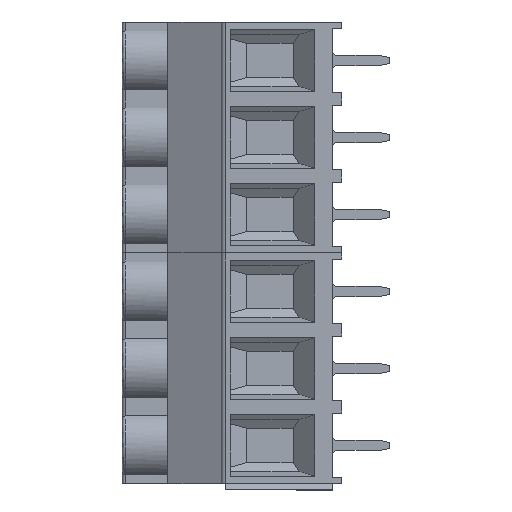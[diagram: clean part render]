
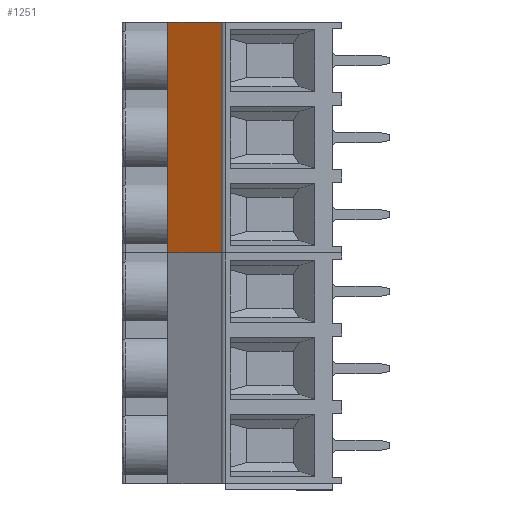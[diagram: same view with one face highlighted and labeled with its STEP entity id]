
A CAD part, left-side view. The second image highlights one B-rep face of the part: STEP entity #1251.
In plain terms, the highlighted planar face has unit normal (-0.881, 0.474, 0).
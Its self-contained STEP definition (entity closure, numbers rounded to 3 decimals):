
#336 = EDGE_LOOP ( 'NONE', ( #1445, #4011, #8459, #6326, #3035, #8811, #9891 ) ) ;
#1034 = CARTESIAN_POINT ( 'NONE',  ( 3.25, 17.2, 11.43 ) ) ;
#1138 = EDGE_CURVE ( 'NONE', #1755, #1188, #3521, .T. ) ;
#1147 = LINE ( 'NONE', #9144, #8058 ) ;
#1185 = VECTOR ( 'NONE', #9363, 1000. ) ;
#1188 = VERTEX_POINT ( 'NONE', #6977 ) ;
#1251 = ADVANCED_FACE ( 'NONE', ( #8035 ), #9596, .T. ) ;
#1328 = DIRECTION ( 'NONE',  ( 0., 0., 1. ) ) ;
#1398 = CARTESIAN_POINT ( 'NONE',  ( 3.25, 17.2, 0. ) ) ;
#1445 = ORIENTED_EDGE ( 'NONE', *, *, #8839, .T. ) ;
#1513 = CARTESIAN_POINT ( 'NONE',  ( 3.25, 17.2, 11.43 ) ) ;
#1755 = VERTEX_POINT ( 'NONE', #1513 ) ;
#2302 = EDGE_CURVE ( 'NONE', #10465, #8597, #1147, .T. ) ;
#2421 = VECTOR ( 'NONE', #4400, 1000. ) ;
#2863 = DIRECTION ( 'NONE',  ( 0., 0., -1. ) ) ;
#2939 = EDGE_CURVE ( 'NONE', #9526, #7870, #4093, .T. ) ;
#3017 = CARTESIAN_POINT ( 'NONE',  ( 3.25, 17.2, -7.62 ) ) ;
#3035 = ORIENTED_EDGE ( 'NONE', *, *, #1138, .T. ) ;
#3088 = VERTEX_POINT ( 'NONE', #6145 ) ;
#3521 = LINE ( 'NONE', #6553, #7019 ) ;
#3940 = DIRECTION ( 'NONE',  ( 0.474, 0.881, 0. ) ) ;
#3974 = DIRECTION ( 'NONE',  ( -0.881, 0.474, 0. ) ) ;
#4011 = ORIENTED_EDGE ( 'NONE', *, *, #2939, .F. ) ;
#4093 = LINE ( 'NONE', #8050, #7231 ) ;
#4400 = DIRECTION ( 'NONE',  ( 0.474, 0.881, 0. ) ) ;
#5113 = DIRECTION ( 'NONE',  ( 0., 0., -1. ) ) ;
#5179 = CARTESIAN_POINT ( 'NONE',  ( 0.4, 11.9, 11.43 ) ) ;
#5324 = AXIS2_PLACEMENT_3D ( 'NONE', #5652, #3974, #10399 ) ;
#5652 = CARTESIAN_POINT ( 'NONE',  ( 0.4, 11.9, 11.43 ) ) ;
#6013 = LINE ( 'NONE', #9245, #2421 ) ;
#6145 = CARTESIAN_POINT ( 'NONE',  ( 0.4, 11.9, 11.43 ) ) ;
#6326 = ORIENTED_EDGE ( 'NONE', *, *, #10382, .T. ) ;
#6553 = CARTESIAN_POINT ( 'NONE',  ( 3.25, 17.2, 11.43 ) ) ;
#6634 = VECTOR ( 'NONE', #8716, 1000. ) ;
#6977 = CARTESIAN_POINT ( 'NONE',  ( 3.25, 17.2, 7.62 ) ) ;
#7009 = LINE ( 'NONE', #7916, #6634 ) ;
#7019 = VECTOR ( 'NONE', #5113, 1000. ) ;
#7231 = VECTOR ( 'NONE', #3940, 1000. ) ;
#7870 = VERTEX_POINT ( 'NONE', #9969 ) ;
#7916 = CARTESIAN_POINT ( 'NONE',  ( 3.25, 17.2, 11.43 ) ) ;
#8035 = FACE_OUTER_BOUND ( 'NONE', #336, .T. ) ;
#8050 = CARTESIAN_POINT ( 'NONE',  ( 0.4, 11.9, -11.43 ) ) ;
#8058 = VECTOR ( 'NONE', #2863, 1000. ) ;
#8459 = ORIENTED_EDGE ( 'NONE', *, *, #9116, .T. ) ;
#8523 = VECTOR ( 'NONE', #1328, 1000. ) ;
#8555 = LINE ( 'NONE', #1034, #1185 ) ;
#8558 = CARTESIAN_POINT ( 'NONE',  ( 0.4, 11.9, -11.43 ) ) ;
#8597 = VERTEX_POINT ( 'NONE', #3017 ) ;
#8716 = DIRECTION ( 'NONE',  ( 0., 0., -1. ) ) ;
#8770 = EDGE_CURVE ( 'NONE', #1188, #10465, #8555, .T. ) ;
#8811 = ORIENTED_EDGE ( 'NONE', *, *, #8770, .T. ) ;
#8839 = EDGE_CURVE ( 'NONE', #8597, #7870, #7009, .T. ) ;
#9116 = EDGE_CURVE ( 'NONE', #9526, #3088, #9279, .T. ) ;
#9144 = CARTESIAN_POINT ( 'NONE',  ( 3.25, 17.2, 11.43 ) ) ;
#9245 = CARTESIAN_POINT ( 'NONE',  ( 0.4, 11.9, 11.43 ) ) ;
#9279 = LINE ( 'NONE', #5179, #8523 ) ;
#9363 = DIRECTION ( 'NONE',  ( 0., 0., -1. ) ) ;
#9526 = VERTEX_POINT ( 'NONE', #8558 ) ;
#9596 = PLANE ( 'NONE',  #5324 ) ;
#9891 = ORIENTED_EDGE ( 'NONE', *, *, #2302, .T. ) ;
#9969 = CARTESIAN_POINT ( 'NONE',  ( 3.25, 17.2, -11.43 ) ) ;
#10382 = EDGE_CURVE ( 'NONE', #3088, #1755, #6013, .T. ) ;
#10399 = DIRECTION ( 'NONE',  ( -0.474, -0.881, 0. ) ) ;
#10465 = VERTEX_POINT ( 'NONE', #1398 ) ;
